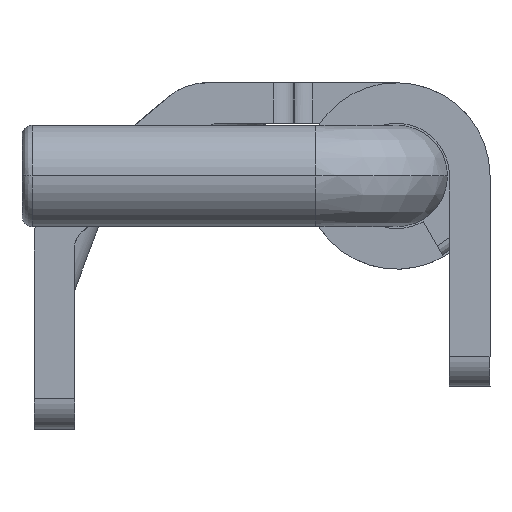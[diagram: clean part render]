
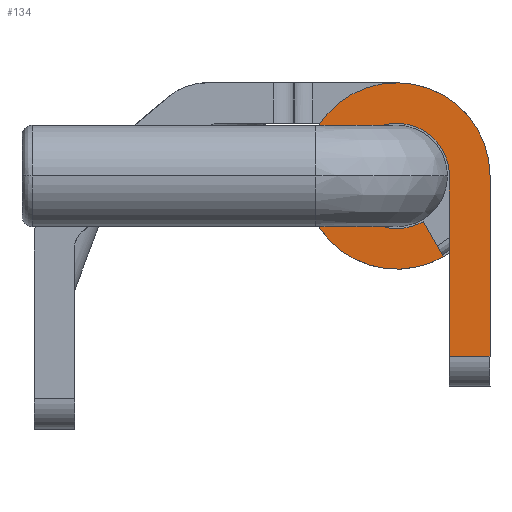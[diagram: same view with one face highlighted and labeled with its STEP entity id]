
A CAD part, front view. The second image highlights one B-rep face of the part: STEP entity #134.
In plain terms, the highlighted planar face has unit normal (0, -1, 0).
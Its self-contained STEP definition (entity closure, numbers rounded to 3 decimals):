
#134=ADVANCED_FACE('',(#249),#1839,.T.);
#249=FACE_OUTER_BOUND('',#373,.T.);
#373=EDGE_LOOP('',(#878,#879,#880,#881,#882,#883,#884));
#878=ORIENTED_EDGE('',*,*,#1191,.T.);
#879=ORIENTED_EDGE('',*,*,#1184,.F.);
#880=ORIENTED_EDGE('',*,*,#1201,.F.);
#881=ORIENTED_EDGE('',*,*,#1200,.F.);
#882=ORIENTED_EDGE('',*,*,#1195,.T.);
#883=ORIENTED_EDGE('',*,*,#1197,.T.);
#884=ORIENTED_EDGE('',*,*,#1168,.F.);
#1168=EDGE_CURVE('',#1757,#1758,#1583,.T.);
#1184=EDGE_CURVE('',#1773,#1774,#1598,.T.);
#1191=EDGE_CURVE('',#1757,#1774,#1601,.T.);
#1195=EDGE_CURVE('',#1777,#1778,#1605,.T.);
#1197=EDGE_CURVE('',#1778,#1758,#1349,.T.);
#1200=EDGE_CURVE('',#1777,#1781,#1351,.T.);
#1201=EDGE_CURVE('',#1781,#1773,#1352,.T.);
#1349=TRIMMED_CURVE($,#1467,(#4338),(#4339),.T.,.CARTESIAN.);
#1351=TRIMMED_CURVE($,#1469,(#4346),(#4347),.T.,.CARTESIAN.);
#1352=TRIMMED_CURVE($,#1470,(#4349),(#4350),.T.,.CARTESIAN.);
#1467=CIRCLE('',#2183,2.6);
#1469=CIRCLE('',#2185,4.6);
#1470=CIRCLE('',#2186,4.6);
#1583=B_SPLINE_CURVE_WITH_KNOTS('',1,(#4275,#4276),.UNSPECIFIED.,.F.,.F.,
(2,2),(0.,8.9),.UNSPECIFIED.);
#1598=B_SPLINE_CURVE_WITH_KNOTS('',1,(#4307,#4308),.UNSPECIFIED.,.F.,.F.,
(2,2),(0.,8.9),.UNSPECIFIED.);
#1601=B_SPLINE_CURVE_WITH_KNOTS('',1,(#4325,#4326),.UNSPECIFIED.,.F.,.F.,
(2,2),(0.,2.),.UNSPECIFIED.);
#1605=B_SPLINE_CURVE_WITH_KNOTS('',1,(#4333,#4334),.UNSPECIFIED.,.F.,.F.,
(2,2),(-2.,0.),.UNSPECIFIED.);
#1757=VERTEX_POINT('',#4233);
#1758=VERTEX_POINT('',#4234);
#1773=VERTEX_POINT('',#4249);
#1774=VERTEX_POINT('',#4250);
#1777=VERTEX_POINT('',#4253);
#1778=VERTEX_POINT('',#4254);
#1781=VERTEX_POINT('',#4257);
#1839=PLANE('',#2167);
#2167=AXIS2_PLACEMENT_3D('',#4217,#2479,$);
#2183=AXIS2_PLACEMENT_3D($,#4337,#2501,#2502);
#2185=AXIS2_PLACEMENT_3D($,#4345,#2505,#2506);
#2186=AXIS2_PLACEMENT_3D($,#4348,#2507,#2508);
#2479=DIRECTION('',(0.,-1.,0.));
#2501=DIRECTION('',(0.,1.,0.));
#2502=DIRECTION('',(0.5,0.,-0.866));
#2505=DIRECTION('',(0.,1.,0.));
#2506=DIRECTION('',(0.5,0.,-0.866));
#2507=DIRECTION('',(0.,1.,0.));
#2508=DIRECTION('',(-0.93,0.,0.368));
#4217=CARTESIAN_POINT('',(8.683,-30.,13.631));
#4233=CARTESIAN_POINT('',(18.078,-30.,-2.064));
#4234=CARTESIAN_POINT('',(18.078,-30.,6.836));
#4249=CARTESIAN_POINT('',(20.078,-30.,6.836));
#4250=CARTESIAN_POINT('',(20.078,-30.,-2.064));
#4253=CARTESIAN_POINT('',(17.778,-30.,2.853));
#4254=CARTESIAN_POINT('',(16.778,-30.,4.585));
#4257=CARTESIAN_POINT('',(11.201,-30.,8.53));
#4275=CARTESIAN_POINT('',(18.078,-30.,-2.064));
#4276=CARTESIAN_POINT('',(18.078,-30.,6.836));
#4307=CARTESIAN_POINT('',(20.078,-30.,6.836));
#4308=CARTESIAN_POINT('',(20.078,-30.,-2.064));
#4325=CARTESIAN_POINT('',(18.078,-30.,-2.064));
#4326=CARTESIAN_POINT('',(20.078,-30.,-2.064));
#4333=CARTESIAN_POINT('',(17.778,-30.,2.853));
#4334=CARTESIAN_POINT('',(16.778,-30.,4.585));
#4337=CARTESIAN_POINT('',(15.478,-30.,6.836));
#4338=CARTESIAN_POINT('',(16.778,-30.,4.585));
#4339=CARTESIAN_POINT('',(18.078,-30.,6.836));
#4345=CARTESIAN_POINT('',(15.478,-30.,6.836));
#4346=CARTESIAN_POINT('',(17.778,-30.,2.853));
#4347=CARTESIAN_POINT('',(11.201,-30.,8.53));
#4348=CARTESIAN_POINT('',(15.478,-30.,6.836));
#4349=CARTESIAN_POINT('',(11.201,-30.,8.53));
#4350=CARTESIAN_POINT('',(20.078,-30.,6.836));
